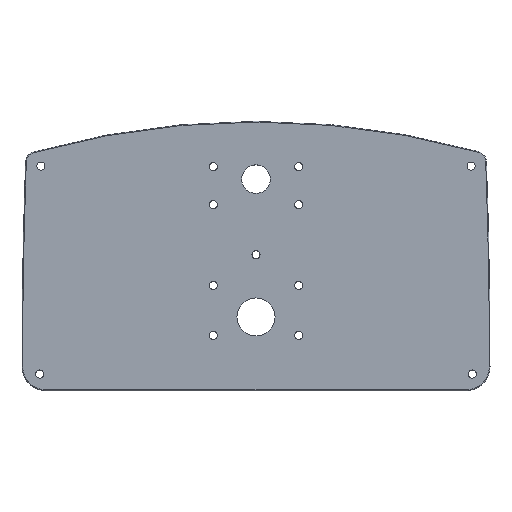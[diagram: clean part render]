
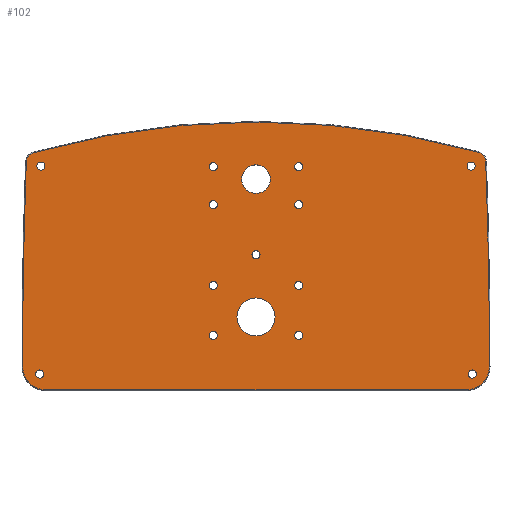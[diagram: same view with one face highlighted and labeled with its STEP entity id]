
A CAD part, top view. The second image highlights one B-rep face of the part: STEP entity #102.
In plain terms, the highlighted planar face has unit normal (0, 0, 1).
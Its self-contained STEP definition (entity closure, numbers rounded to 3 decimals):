
#102=ADVANCED_FACE('',(#148,#149,#150,#151,#152,#153,#154,#155,#156,#157,
#158,#159,#160,#161,#162,#163),#143,.T.);
#143=PLANE('',#753);
#148=FACE_BOUND('',#210,.T.);
#149=FACE_BOUND('',#211,.T.);
#150=FACE_BOUND('',#212,.T.);
#151=FACE_BOUND('',#213,.T.);
#152=FACE_BOUND('',#214,.T.);
#153=FACE_BOUND('',#215,.T.);
#154=FACE_BOUND('',#216,.T.);
#155=FACE_BOUND('',#217,.T.);
#156=FACE_BOUND('',#218,.T.);
#157=FACE_BOUND('',#219,.T.);
#158=FACE_BOUND('',#220,.T.);
#159=FACE_BOUND('',#221,.T.);
#160=FACE_BOUND('',#222,.T.);
#161=FACE_BOUND('',#223,.T.);
#162=FACE_BOUND('',#224,.T.);
#163=FACE_BOUND('',#225,.T.);
#210=EDGE_LOOP('',(#352,#353,#354,#355,#356,#357,#358,#359));
#211=EDGE_LOOP('',(#360));
#212=EDGE_LOOP('',(#361));
#213=EDGE_LOOP('',(#362));
#214=EDGE_LOOP('',(#363));
#215=EDGE_LOOP('',(#364));
#216=EDGE_LOOP('',(#365));
#217=EDGE_LOOP('',(#366));
#218=EDGE_LOOP('',(#367));
#219=EDGE_LOOP('',(#368));
#220=EDGE_LOOP('',(#369));
#221=EDGE_LOOP('',(#370));
#222=EDGE_LOOP('',(#371));
#223=EDGE_LOOP('',(#372));
#224=EDGE_LOOP('',(#373));
#225=EDGE_LOOP('',(#374));
#296=LINE('',#1062,#324);
#324=VECTOR('',#834,1.);
#352=ORIENTED_EDGE('',*,*,#586,.T.);
#353=ORIENTED_EDGE('',*,*,#587,.T.);
#354=ORIENTED_EDGE('',*,*,#588,.T.);
#355=ORIENTED_EDGE('',*,*,#589,.T.);
#356=ORIENTED_EDGE('',*,*,#590,.T.);
#357=ORIENTED_EDGE('',*,*,#591,.T.);
#358=ORIENTED_EDGE('',*,*,#592,.T.);
#359=ORIENTED_EDGE('',*,*,#593,.T.);
#360=ORIENTED_EDGE('',*,*,#594,.T.);
#361=ORIENTED_EDGE('',*,*,#595,.F.);
#362=ORIENTED_EDGE('',*,*,#596,.F.);
#363=ORIENTED_EDGE('',*,*,#597,.F.);
#364=ORIENTED_EDGE('',*,*,#598,.T.);
#365=ORIENTED_EDGE('',*,*,#599,.F.);
#366=ORIENTED_EDGE('',*,*,#600,.F.);
#367=ORIENTED_EDGE('',*,*,#601,.F.);
#368=ORIENTED_EDGE('',*,*,#602,.F.);
#369=ORIENTED_EDGE('',*,*,#603,.F.);
#370=ORIENTED_EDGE('',*,*,#604,.F.);
#371=ORIENTED_EDGE('',*,*,#605,.F.);
#372=ORIENTED_EDGE('',*,*,#606,.F.);
#373=ORIENTED_EDGE('',*,*,#607,.F.);
#374=ORIENTED_EDGE('',*,*,#608,.T.);
#524=VERTEX_POINT('',#1060);
#525=VERTEX_POINT('',#1061);
#526=VERTEX_POINT('',#1063);
#527=VERTEX_POINT('',#1065);
#528=VERTEX_POINT('',#1067);
#529=VERTEX_POINT('',#1069);
#530=VERTEX_POINT('',#1071);
#531=VERTEX_POINT('',#1073);
#532=VERTEX_POINT('',#1076);
#533=VERTEX_POINT('',#1078);
#534=VERTEX_POINT('',#1080);
#535=VERTEX_POINT('',#1082);
#536=VERTEX_POINT('',#1084);
#537=VERTEX_POINT('',#1086);
#538=VERTEX_POINT('',#1088);
#539=VERTEX_POINT('',#1090);
#540=VERTEX_POINT('',#1092);
#541=VERTEX_POINT('',#1094);
#542=VERTEX_POINT('',#1096);
#543=VERTEX_POINT('',#1098);
#544=VERTEX_POINT('',#1100);
#545=VERTEX_POINT('',#1102);
#546=VERTEX_POINT('',#1104);
#586=EDGE_CURVE('',#524,#525,#672,.T.);
#587=EDGE_CURVE('',#525,#526,#296,.T.);
#588=EDGE_CURVE('',#526,#527,#673,.T.);
#589=EDGE_CURVE('',#527,#528,#674,.T.);
#590=EDGE_CURVE('',#528,#529,#675,.T.);
#591=EDGE_CURVE('',#529,#530,#676,.T.);
#592=EDGE_CURVE('',#530,#531,#677,.T.);
#593=EDGE_CURVE('',#531,#524,#678,.T.);
#594=EDGE_CURVE('',#532,#532,#679,.T.);
#595=EDGE_CURVE('',#533,#533,#680,.T.);
#596=EDGE_CURVE('',#534,#534,#681,.T.);
#597=EDGE_CURVE('',#535,#535,#682,.T.);
#598=EDGE_CURVE('',#536,#536,#683,.T.);
#599=EDGE_CURVE('',#537,#537,#684,.T.);
#600=EDGE_CURVE('',#538,#538,#685,.T.);
#601=EDGE_CURVE('',#539,#539,#686,.T.);
#602=EDGE_CURVE('',#540,#540,#687,.T.);
#603=EDGE_CURVE('',#541,#541,#688,.T.);
#604=EDGE_CURVE('',#542,#542,#689,.T.);
#605=EDGE_CURVE('',#543,#543,#690,.T.);
#606=EDGE_CURVE('',#544,#544,#691,.T.);
#607=EDGE_CURVE('',#545,#545,#692,.T.);
#608=EDGE_CURVE('',#546,#546,#693,.T.);
#672=CIRCLE('',#731,9.7);
#673=CIRCLE('',#732,9.7);
#674=CIRCLE('',#733,2197.669);
#675=CIRCLE('',#734,4.169);
#676=CIRCLE('',#735,348.169);
#677=CIRCLE('',#736,4.169);
#678=CIRCLE('',#737,2197.669);
#679=CIRCLE('',#738,1.7);
#680=CIRCLE('',#739,1.7);
#681=CIRCLE('',#740,1.7);
#682=CIRCLE('',#741,1.7);
#683=CIRCLE('',#742,8.);
#684=CIRCLE('',#743,1.7);
#685=CIRCLE('',#744,1.7);
#686=CIRCLE('',#745,1.7);
#687=CIRCLE('',#746,1.7);
#688=CIRCLE('',#747,1.7);
#689=CIRCLE('',#748,6.);
#690=CIRCLE('',#749,1.7);
#691=CIRCLE('',#750,1.7);
#692=CIRCLE('',#751,1.7);
#693=CIRCLE('',#752,1.7);
#731=AXIS2_PLACEMENT_3D('',#1059,#832,#833);
#732=AXIS2_PLACEMENT_3D('',#1064,#835,#836);
#733=AXIS2_PLACEMENT_3D('',#1066,#837,#838);
#734=AXIS2_PLACEMENT_3D('',#1068,#839,#840);
#735=AXIS2_PLACEMENT_3D('',#1070,#841,#842);
#736=AXIS2_PLACEMENT_3D('',#1072,#843,#844);
#737=AXIS2_PLACEMENT_3D('',#1074,#845,#846);
#738=AXIS2_PLACEMENT_3D('',#1075,#847,#848);
#739=AXIS2_PLACEMENT_3D('',#1077,#849,#850);
#740=AXIS2_PLACEMENT_3D('',#1079,#851,#852);
#741=AXIS2_PLACEMENT_3D('',#1081,#853,#854);
#742=AXIS2_PLACEMENT_3D('',#1083,#855,#856);
#743=AXIS2_PLACEMENT_3D('',#1085,#857,#858);
#744=AXIS2_PLACEMENT_3D('',#1087,#859,#860);
#745=AXIS2_PLACEMENT_3D('',#1089,#861,#862);
#746=AXIS2_PLACEMENT_3D('',#1091,#863,#864);
#747=AXIS2_PLACEMENT_3D('',#1093,#865,#866);
#748=AXIS2_PLACEMENT_3D('',#1095,#867,#868);
#749=AXIS2_PLACEMENT_3D('',#1097,#869,#870);
#750=AXIS2_PLACEMENT_3D('',#1099,#871,#872);
#751=AXIS2_PLACEMENT_3D('',#1101,#873,#874);
#752=AXIS2_PLACEMENT_3D('',#1103,#875,#876);
#753=AXIS2_PLACEMENT_3D('',#1105,#877,#878);
#832=DIRECTION('',(0.,0.,1.));
#833=DIRECTION('',(1.,0.,0.));
#834=DIRECTION('',(1.,0.,0.));
#835=DIRECTION('',(0.,0.,1.));
#836=DIRECTION('',(1.,0.,0.));
#837=DIRECTION('',(0.,0.,1.));
#838=DIRECTION('',(1.,0.,0.));
#839=DIRECTION('',(0.,0.,1.));
#840=DIRECTION('',(1.,0.,0.));
#841=DIRECTION('',(0.,0.,1.));
#842=DIRECTION('',(1.,0.,0.));
#843=DIRECTION('',(0.,0.,1.));
#844=DIRECTION('',(1.,0.,0.));
#845=DIRECTION('',(0.,0.,1.));
#846=DIRECTION('',(1.,0.,0.));
#847=DIRECTION('',(0.,0.,-1.));
#848=DIRECTION('',(1.,0.,0.));
#849=DIRECTION('',(0.,0.,1.));
#850=DIRECTION('',(1.,0.,0.));
#851=DIRECTION('',(0.,0.,1.));
#852=DIRECTION('',(1.,0.,0.));
#853=DIRECTION('',(0.,0.,1.));
#854=DIRECTION('',(1.,0.,0.));
#855=DIRECTION('',(0.,0.,-1.));
#856=DIRECTION('',(1.,0.,0.));
#857=DIRECTION('',(0.,0.,1.));
#858=DIRECTION('',(1.,0.,0.));
#859=DIRECTION('',(0.,0.,1.));
#860=DIRECTION('',(1.,0.,0.));
#861=DIRECTION('',(0.,0.,1.));
#862=DIRECTION('',(1.,0.,0.));
#863=DIRECTION('',(0.,0.,1.));
#864=DIRECTION('',(1.,0.,0.));
#865=DIRECTION('',(0.,0.,1.));
#866=DIRECTION('',(1.,0.,0.));
#867=DIRECTION('',(0.,0.,1.));
#868=DIRECTION('',(1.,0.,0.));
#869=DIRECTION('',(0.,0.,1.));
#870=DIRECTION('',(1.,0.,0.));
#871=DIRECTION('',(0.,0.,1.));
#872=DIRECTION('',(1.,0.,0.));
#873=DIRECTION('',(0.,0.,1.));
#874=DIRECTION('',(1.,0.,0.));
#875=DIRECTION('',(0.,0.,-1.));
#876=DIRECTION('',(1.,0.,0.));
#877=DIRECTION('',(0.,0.,1.));
#878=DIRECTION('',(-1.,0.,0.));
#1059=CARTESIAN_POINT('',(-190.34,-148.299,81.5));
#1060=CARTESIAN_POINT('',(-200.04,-148.32,81.5));
#1061=CARTESIAN_POINT('',(-190.34,-157.999,81.5));
#1062=CARTESIAN_POINT('',(-13.412,-157.999,81.5));
#1063=CARTESIAN_POINT('',(-13.412,-157.999,81.5));
#1064=CARTESIAN_POINT('',(-13.412,-148.299,81.5));
#1065=CARTESIAN_POINT('',(-3.712,-148.32,81.5));
#1066=CARTESIAN_POINT('',(-2201.376,-143.512,81.5));
#1067=CARTESIAN_POINT('',(-5.224,-61.863,81.5));
#1068=CARTESIAN_POINT('',(-9.39,-62.018,81.5));
#1069=CARTESIAN_POINT('',(-8.273,-58.001,81.5));
#1070=CARTESIAN_POINT('',(-101.573,-393.436,81.5));
#1071=CARTESIAN_POINT('',(-195.493,-58.174,81.5));
#1072=CARTESIAN_POINT('',(-194.368,-62.189,81.5));
#1073=CARTESIAN_POINT('',(-198.534,-62.034,81.5));
#1074=CARTESIAN_POINT('',(1997.624,-143.512,81.5));
#1075=CARTESIAN_POINT('',(-192.876,-151.299,81.5));
#1076=CARTESIAN_POINT('',(-191.176,-151.299,81.5));
#1077=CARTESIAN_POINT('',(-192.376,-63.799,81.5));
#1078=CARTESIAN_POINT('',(-190.676,-63.799,81.5));
#1079=CARTESIAN_POINT('',(-10.876,-151.299,81.5));
#1080=CARTESIAN_POINT('',(-9.176,-151.299,81.5));
#1081=CARTESIAN_POINT('',(-11.376,-63.799,81.5));
#1082=CARTESIAN_POINT('',(-9.676,-63.799,81.5));
#1083=CARTESIAN_POINT('',(-101.876,-127.299,81.5));
#1084=CARTESIAN_POINT('',(-93.876,-127.299,81.5));
#1085=CARTESIAN_POINT('',(-83.876,-64.049,81.5));
#1086=CARTESIAN_POINT('',(-82.176,-64.049,81.5));
#1087=CARTESIAN_POINT('',(-119.876,-64.049,81.5));
#1088=CARTESIAN_POINT('',(-118.176,-64.049,81.5));
#1089=CARTESIAN_POINT('',(-119.876,-80.049,81.5));
#1090=CARTESIAN_POINT('',(-118.176,-80.049,81.5));
#1091=CARTESIAN_POINT('',(-119.876,-114.049,81.5));
#1092=CARTESIAN_POINT('',(-118.176,-114.049,81.5));
#1093=CARTESIAN_POINT('',(-119.876,-135.049,81.5));
#1094=CARTESIAN_POINT('',(-118.176,-135.049,81.5));
#1095=CARTESIAN_POINT('',(-101.876,-69.299,81.5));
#1096=CARTESIAN_POINT('',(-95.876,-69.299,81.5));
#1097=CARTESIAN_POINT('',(-83.876,-135.049,81.5));
#1098=CARTESIAN_POINT('',(-82.176,-135.049,81.5));
#1099=CARTESIAN_POINT('',(-83.876,-114.049,81.5));
#1100=CARTESIAN_POINT('',(-82.176,-114.049,81.5));
#1101=CARTESIAN_POINT('',(-83.876,-80.049,81.5));
#1102=CARTESIAN_POINT('',(-82.176,-80.049,81.5));
#1103=CARTESIAN_POINT('',(-101.876,-101.128,81.5));
#1104=CARTESIAN_POINT('',(-100.176,-101.128,81.5));
#1105=CARTESIAN_POINT('',(-101.876,-92.549,81.5));
